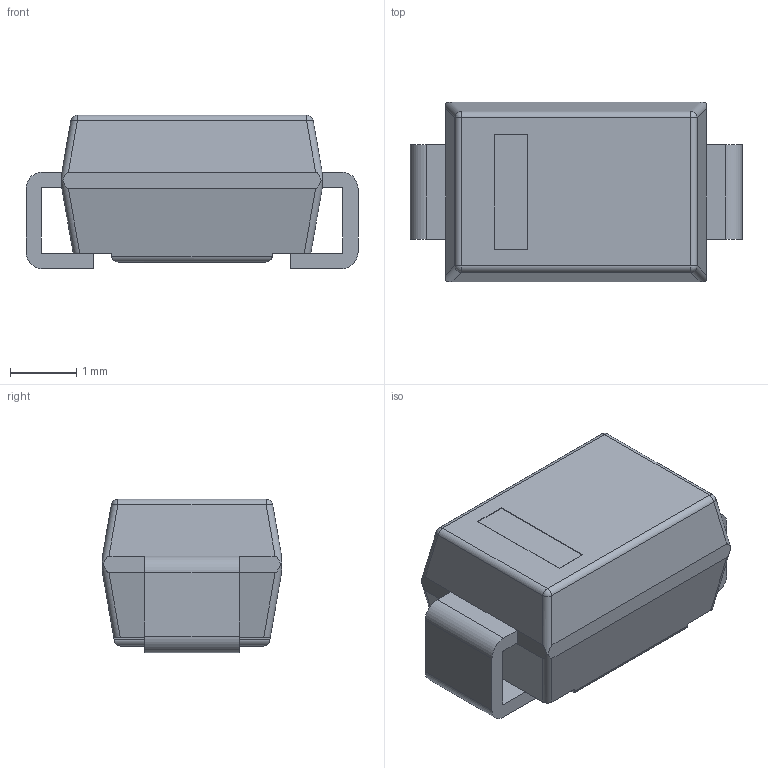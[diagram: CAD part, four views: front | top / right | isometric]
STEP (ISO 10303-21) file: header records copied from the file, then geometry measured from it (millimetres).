
FILE_DESCRIPTION(('FreeCAD Model'),'2;1');
FILE_NAME('DIODE_SMA.step','2017-12-18T09:08:06',( 'kicad StepUp'),('ksu MCAD'),'Open CASCADE STEP processor 7.1', 'FreeCAD','Unknown');
FILE_SCHEMA(('AUTOMOTIVE_DESIGN { 1 0 10303 214 1 1 1 1 }'));
Length unit declared in the file: millimetre
Products named in the file (1): DIODE_SMA
Bounding box: 5 x 2.7 x 2.31 mm (x, y, z)
Volume: 22.4 mm3; surface area: 60.1 mm2
Topology: 1 solids, 1 shells, 69 faces, 186 edges, 116 vertices
Faces by surface type: plane 41, cylinder 24, sphere 4
Entity records: 2592 total; most frequent: CARTESIAN_POINT 464, ORIENTED_EDGE 364, DIRECTION 318, EDGE_CURVE 182, LINE 122, VECTOR 122, VERTEX_POINT 116, AXIS2_PLACEMENT_3D 98
